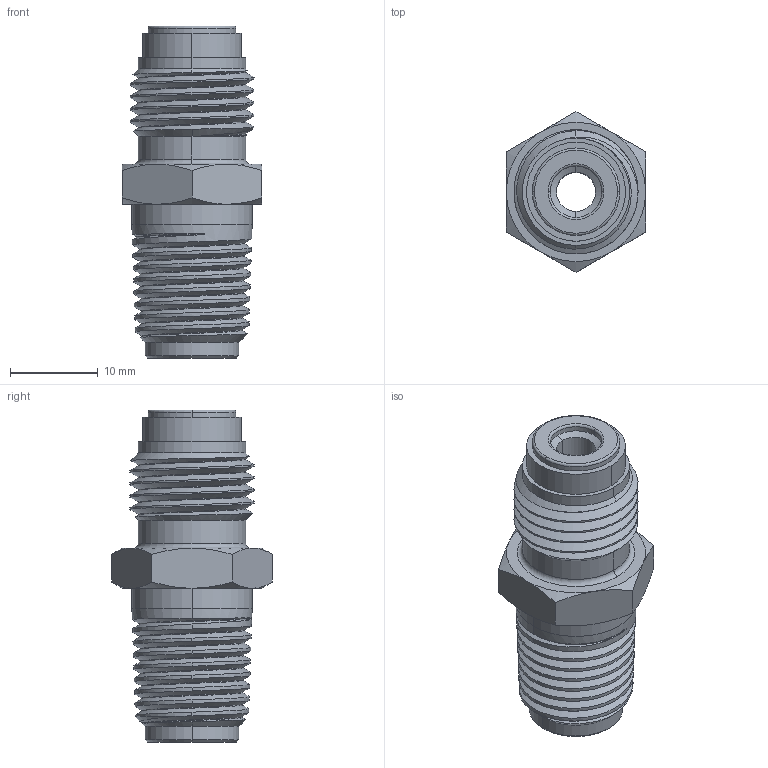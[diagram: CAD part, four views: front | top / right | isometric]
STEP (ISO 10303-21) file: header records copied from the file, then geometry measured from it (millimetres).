
FILE_DESCRIPTION (( 'STEP AP203' ), '1' );
FILE_NAME ('AD-44SS-MFSM.step', '2025-11-13T16:06:15', ( '' ), ( '' ), 'SwSTEP 2.0', 'SolidWorks 2018', '' );
FILE_SCHEMA (( 'CONFIG_CONTROL_DESIGN' ));
Length unit declared in the file: inch
Products named in the file (1): AD-44SS-MFSM
Bounding box: 15.88 x 18.33 x 37.85 mm (x, y, z)
Volume: 4496.7 mm3; surface area: 2924.1 mm2
Topology: 1 solids, 1 shells, 91 faces, 225 edges, 140 vertices
Faces by surface type: cone 42, cylinder 25, plane 12, torus 6, bspline 6
Entity records: 8020 total; most frequent: CARTESIAN_POINT 5965, ORIENTED_EDGE 450, DIRECTION 366, EDGE_CURVE 225, AXIS2_PLACEMENT_3D 153, VERTEX_POINT 140, EDGE_LOOP 97, ADVANCED_FACE 91
